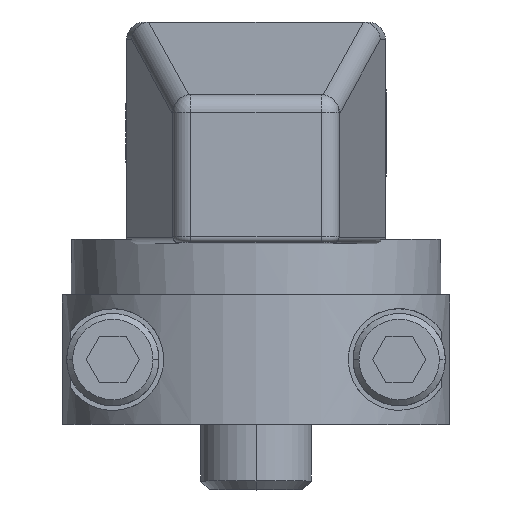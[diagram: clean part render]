
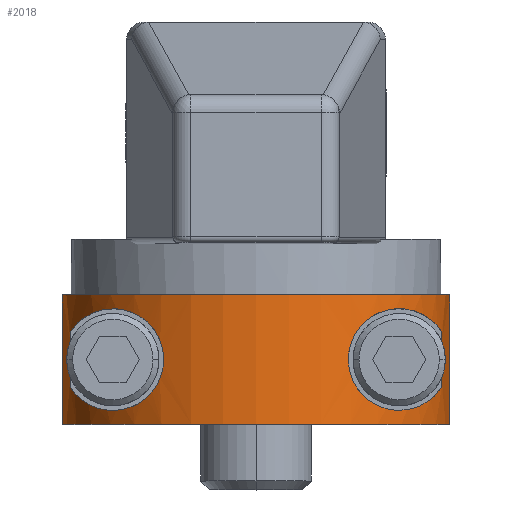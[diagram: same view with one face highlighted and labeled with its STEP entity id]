
A CAD part, top view. The second image highlights one B-rep face of the part: STEP entity #2018.
In plain terms, the highlighted cylindrical face has radius 16.662 mm (diameter 33.325 mm), a partial arc.
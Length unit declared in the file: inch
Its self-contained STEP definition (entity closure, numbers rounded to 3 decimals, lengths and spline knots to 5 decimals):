
#260=DIRECTION('',(0.,1.,0.));
#261=VECTOR('',#260,0.438);
#262=CARTESIAN_POINT('',(0.65531,-0.219,0.03));
#263=LINE('',#262,#261);
#325=CARTESIAN_POINT('',(0.,0.219,0.));
#326=DIRECTION('',(0.,1.,0.));
#327=DIRECTION('',(-0.999,0.,0.046));
#328=AXIS2_PLACEMENT_3D('',#325,#326,#327);
#624=DIRECTION('',(0.,1.,0.));
#625=VECTOR('',#624,0.438);
#626=CARTESIAN_POINT('',(-0.65531,-0.219,0.03));
#627=LINE('',#626,#625);
#655=CARTESIAN_POINT('',(0.,-0.219,0.));
#656=DIRECTION('',(0.,1.,0.));
#657=DIRECTION('',(-0.999,0.,0.046));
#658=AXIS2_PLACEMENT_3D('',#655,#656,#657);
#686=DIRECTION('',(0.,1.,0.));
#687=VECTOR('',#686,0.03396);
#688=CARTESIAN_POINT('',(0.62788,-0.09424,0.19));
#689=LINE('',#688,#687);
#690=DIRECTION('',(0.,1.,0.));
#691=VECTOR('',#690,0.03396);
#692=CARTESIAN_POINT('',(0.62788,0.06028,0.19));
#693=LINE('',#692,#691);
#699=DIRECTION('',(0.,1.,0.));
#700=VECTOR('',#699,0.03396);
#701=CARTESIAN_POINT('',(-0.62788,0.06028,0.19));
#702=LINE('',#701,#700);
#703=DIRECTION('',(0.,1.,0.));
#704=VECTOR('',#703,0.03396);
#705=CARTESIAN_POINT('',(-0.62788,-0.09424,0.19));
#706=LINE('',#705,#704);
#716=DIRECTION('',(0.,1.,0.));
#717=VECTOR('',#716,0.12056);
#718=CARTESIAN_POINT('',(-0.62788,-0.06028,0.19));
#719=LINE('',#718,#717);
#730=DIRECTION('',(0.,1.,0.));
#731=VECTOR('',#730,0.12056);
#732=CARTESIAN_POINT('',(0.62788,-0.06028,0.19));
#733=LINE('',#732,#731);
#961=CARTESIAN_POINT('',(0.62788,-0.09424,0.19));
#962=CARTESIAN_POINT('',(0.6195,-0.10704,
0.2177));
#963=CARTESIAN_POINT('',(0.59984,-0.12956,
0.2694));
#964=CARTESIAN_POINT('',(0.56535,-0.15336,
0.33521));
#965=CARTESIAN_POINT('',(0.52814,-0.16775,
0.39081));
#966=CARTESIAN_POINT('',(0.49039,-0.17322,
0.43691));
#967=CARTESIAN_POINT('',(0.45399,-0.1706,
0.47435));
#968=CARTESIAN_POINT('',(0.42059,-0.16108,
0.50398));
#969=CARTESIAN_POINT('',(0.391,-0.14591,
0.52711));
#970=CARTESIAN_POINT('',(0.36556,-0.12607,
0.54494));
#971=CARTESIAN_POINT('',(0.34458,-0.10235,
0.55835));
#972=CARTESIAN_POINT('',(0.32841,-0.0755,
0.56795));
#973=CARTESIAN_POINT('',(0.31737,-0.04629,
0.57414));
#974=CARTESIAN_POINT('',(0.31177,-0.0156,
0.57718));
#975=CARTESIAN_POINT('',(0.31177,0.0156,
0.57718));
#976=CARTESIAN_POINT('',(0.31737,0.04628,
0.57414));
#977=CARTESIAN_POINT('',(0.32841,0.07549,
0.56795));
#978=CARTESIAN_POINT('',(0.34458,0.10235,
0.55835));
#979=CARTESIAN_POINT('',(0.36555,0.12607,
0.54494));
#980=CARTESIAN_POINT('',(0.391,0.14591,
0.52711));
#981=CARTESIAN_POINT('',(0.42059,0.16108,
0.50398));
#982=CARTESIAN_POINT('',(0.45399,0.1706,
0.47435));
#983=CARTESIAN_POINT('',(0.49039,0.17322,
0.43691));
#984=CARTESIAN_POINT('',(0.52814,0.16775,
0.39081));
#985=CARTESIAN_POINT('',(0.56535,0.15335,
0.33521));
#986=CARTESIAN_POINT('',(0.59984,0.12956,
0.2694));
#987=CARTESIAN_POINT('',(0.6195,0.10704,
0.2177));
#988=CARTESIAN_POINT('',(0.62788,0.09424,0.19));
#990=CARTESIAN_POINT('',(-0.62788,0.09424,0.19));
#991=CARTESIAN_POINT('',(-0.6195,0.10704,
0.2177));
#992=CARTESIAN_POINT('',(-0.59984,0.12956,
0.2694));
#993=CARTESIAN_POINT('',(-0.56535,0.15336,
0.33521));
#994=CARTESIAN_POINT('',(-0.52814,0.16775,
0.39081));
#995=CARTESIAN_POINT('',(-0.49039,0.17322,
0.43691));
#996=CARTESIAN_POINT('',(-0.45399,0.1706,
0.47435));
#997=CARTESIAN_POINT('',(-0.42059,0.16108,
0.50398));
#998=CARTESIAN_POINT('',(-0.391,0.14591,
0.52711));
#999=CARTESIAN_POINT('',(-0.36556,0.12607,
0.54494));
#1000=CARTESIAN_POINT('',(-0.34458,0.10235,
0.55835));
#1001=CARTESIAN_POINT('',(-0.32841,0.0755,
0.56795));
#1002=CARTESIAN_POINT('',(-0.31737,0.04629,
0.57414));
#1003=CARTESIAN_POINT('',(-0.31177,0.0156,
0.57718));
#1004=CARTESIAN_POINT('',(-0.31177,-0.0156,
0.57718));
#1005=CARTESIAN_POINT('',(-0.31737,-0.04628,
0.57414));
#1006=CARTESIAN_POINT('',(-0.32841,-0.07549,
0.56795));
#1007=CARTESIAN_POINT('',(-0.34458,-0.10235,
0.55835));
#1008=CARTESIAN_POINT('',(-0.36555,-0.12607,
0.54494));
#1009=CARTESIAN_POINT('',(-0.391,-0.14591,
0.52711));
#1010=CARTESIAN_POINT('',(-0.42059,-0.16108,
0.50398));
#1011=CARTESIAN_POINT('',(-0.45399,-0.1706,
0.47435));
#1012=CARTESIAN_POINT('',(-0.49039,-0.17322,
0.43691));
#1013=CARTESIAN_POINT('',(-0.52814,-0.16775,
0.39081));
#1014=CARTESIAN_POINT('',(-0.56535,-0.15335,
0.33521));
#1015=CARTESIAN_POINT('',(-0.59984,-0.12956,
0.2694));
#1016=CARTESIAN_POINT('',(-0.6195,-0.10704,
0.2177));
#1017=CARTESIAN_POINT('',(-0.62788,-0.09424,0.19));
#1102=CARTESIAN_POINT('',(-0.65531,-0.219,0.03));
#1103=VERTEX_POINT('',#1102);
#1104=CARTESIAN_POINT('',(0.65531,-0.219,0.03));
#1105=VERTEX_POINT('',#1104);
#1110=CARTESIAN_POINT('',(-0.65531,0.219,0.03));
#1111=CARTESIAN_POINT('',(0.65531,0.219,0.03));
#1112=VERTEX_POINT('',#1110);
#1113=VERTEX_POINT('',#1111);
#1122=CARTESIAN_POINT('',(0.62788,0.09424,0.19));
#1123=CARTESIAN_POINT('',(0.62788,-0.09424,0.19));
#1124=VERTEX_POINT('',#1122);
#1125=VERTEX_POINT('',#1123);
#1126=VERTEX_POINT('',#990);
#1127=VERTEX_POINT('',#1017);
#1128=CARTESIAN_POINT('',(-0.62788,-0.06028,0.19));
#1129=CARTESIAN_POINT('',(-0.62788,0.06028,0.19));
#1130=VERTEX_POINT('',#1128);
#1131=VERTEX_POINT('',#1129);
#1132=CARTESIAN_POINT('',(0.62788,-0.06028,0.19));
#1133=CARTESIAN_POINT('',(0.62788,0.06028,0.19));
#1134=VERTEX_POINT('',#1132);
#1135=VERTEX_POINT('',#1133);
#1986=CARTESIAN_POINT('',(0.,-0.219,0.));
#1987=DIRECTION('',(0.,1.,0.));
#1988=DIRECTION('',(1.,0.,0.));
#1989=AXIS2_PLACEMENT_3D('',#1986,#1987,#1988);
#1990=CYLINDRICAL_SURFACE('',#1989,0.656);
#1992=ORIENTED_EDGE('',*,*,#1991,.F.);
#1993=ORIENTED_EDGE('',*,*,#1971,.T.);
#1994=ORIENTED_EDGE('',*,*,#1564,.T.);
#1995=ORIENTED_EDGE('',*,*,#1477,.F.);
#1996=EDGE_LOOP('',(#1992,#1993,#1994,#1995));
#1997=FACE_OUTER_BOUND('',#1996,.F.);
#1999=ORIENTED_EDGE('',*,*,#1998,.F.);
#2001=ORIENTED_EDGE('',*,*,#2000,.F.);
#2003=ORIENTED_EDGE('',*,*,#2002,.F.);
#2005=ORIENTED_EDGE('',*,*,#2004,.F.);
#2006=EDGE_LOOP('',(#1999,#2001,#2003,#2005));
#2007=FACE_BOUND('',#2006,.F.);
#2009=ORIENTED_EDGE('',*,*,#2008,.T.);
#2011=ORIENTED_EDGE('',*,*,#2010,.F.);
#2013=ORIENTED_EDGE('',*,*,#2012,.T.);
#2015=ORIENTED_EDGE('',*,*,#2014,.T.);
#2016=EDGE_LOOP('',(#2009,#2011,#2013,#2015));
#2017=FACE_BOUND('',#2016,.F.);
#2018=ADVANCED_FACE('',(#1997,#2007,#2017),#1990,.T.);
#329=CIRCLE('',#328,0.656);
#659=CIRCLE('',#658,0.656);
#989=B_SPLINE_CURVE_WITH_KNOTS('',3,(#961,#962,#963,#964,#965,#966,#967,#968,
#969,#970,#971,#972,#973,#974,#975,#976,#977,#978,#979,#980,#981,#982,#983,#984,
#985,#986,#987,#988),.UNSPECIFIED.,.F.,.F.,(4,1,1,1,1,1,1,1,1,1,1,1,1,1,1,1,1,1,
1,1,1,1,1,1,1,4),(0.,0.04,0.08,0.12,0.16,0.2,0.24,0.28,0.32,
0.36,0.4,0.44,0.48,0.52,0.56,0.6,0.64,0.68,0.72,0.76,
0.8,0.84,0.88,0.92,0.96,1.),.UNSPECIFIED.);
#1018=B_SPLINE_CURVE_WITH_KNOTS('',3,(#990,#991,#992,#993,#994,#995,#996,#997,
#998,#999,#1000,#1001,#1002,#1003,#1004,#1005,#1006,#1007,#1008,#1009,#1010,
#1011,#1012,#1013,#1014,#1015,#1016,#1017),.UNSPECIFIED.,.F.,.F.,(4,1,1,1,1,1,1,
1,1,1,1,1,1,1,1,1,1,1,1,1,1,1,1,1,1,4),(0.,0.04,0.08,0.12,0.16,0.2,
0.24,0.28,0.32,0.36,0.4,0.44,0.48,0.52,0.56,0.6,0.64,
0.68,0.72,0.76,0.8,0.84,0.88,0.92,0.96,1.),.UNSPECIFIED.);
#1477=EDGE_CURVE('',#1105,#1113,#263,.T.);
#1564=EDGE_CURVE('',#1112,#1113,#329,.T.);
#1971=EDGE_CURVE('',#1103,#1112,#627,.T.);
#1991=EDGE_CURVE('',#1103,#1105,#659,.T.);
#1998=EDGE_CURVE('',#1127,#1130,#706,.T.);
#2000=EDGE_CURVE('',#1126,#1127,#1018,.T.);
#2002=EDGE_CURVE('',#1131,#1126,#702,.T.);
#2004=EDGE_CURVE('',#1130,#1131,#719,.T.);
#2008=EDGE_CURVE('',#1135,#1124,#693,.T.);
#2010=EDGE_CURVE('',#1125,#1124,#989,.T.);
#2012=EDGE_CURVE('',#1125,#1134,#689,.T.);
#2014=EDGE_CURVE('',#1134,#1135,#733,.T.);
